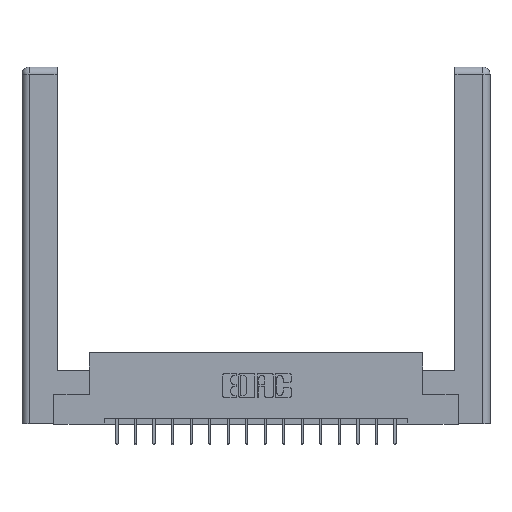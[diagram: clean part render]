
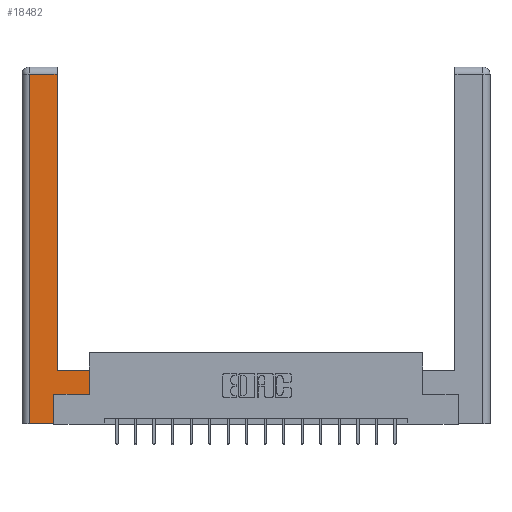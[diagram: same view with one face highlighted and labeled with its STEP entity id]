
A CAD part, top view. The second image highlights one B-rep face of the part: STEP entity #18482.
In plain terms, the highlighted planar face has unit normal (0, 0, 1).
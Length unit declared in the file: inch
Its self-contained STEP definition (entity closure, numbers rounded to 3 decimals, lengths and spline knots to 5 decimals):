
#184 = DIRECTION ( 'NONE',  ( -1., 0., 0. ) ) ;
#1427 = DIRECTION ( 'NONE',  ( -1., 0., 0. ) ) ;
#1764 = CARTESIAN_POINT ( 'NONE',  ( 0.265, 0., 0. ) ) ;
#1857 = ORIENTED_EDGE ( 'NONE', *, *, #18425, .T. ) ;
#2296 = VECTOR ( 'NONE', #7905, 39.37008 ) ;
#2365 = LINE ( 'NONE', #10005, #3479 ) ;
#2639 = CARTESIAN_POINT ( 'NONE',  ( 0.565, 0.45, 0. ) ) ;
#2742 = LINE ( 'NONE', #18082, #17925 ) ;
#3479 = VECTOR ( 'NONE', #1427, 39.37008 ) ;
#3776 = EDGE_CURVE ( 'NONE', #14470, #5287, #8505, .T. ) ;
#3860 = CARTESIAN_POINT ( 'NONE',  ( 0.565, 0.45, 0. ) ) ;
#4178 = CARTESIAN_POINT ( 'NONE',  ( 0.295, 2.94, 0. ) ) ;
#4180 = ORIENTED_EDGE ( 'NONE', *, *, #10482, .T. ) ;
#4344 = EDGE_CURVE ( 'NONE', #5287, #16825, #8717, .T. ) ;
#4442 = PLANE ( 'NONE',  #9747 ) ;
#4626 = CARTESIAN_POINT ( 'NONE',  ( 0.295, 0.45, 0. ) ) ;
#4980 = VECTOR ( 'NONE', #8756, 39.37008 ) ;
#5024 = CARTESIAN_POINT ( 'NONE',  ( 0.565, 0.245, 0. ) ) ;
#5089 = LINE ( 'NONE', #10044, #13304 ) ;
#5287 = VERTEX_POINT ( 'NONE', #17808 ) ;
#5645 = VERTEX_POINT ( 'NONE', #4626 ) ;
#5808 = DIRECTION ( 'NONE',  ( -1., 0., 0. ) ) ;
#5809 = CARTESIAN_POINT ( 'NONE',  ( 0.0615, 0., 0. ) ) ;
#6151 = VERTEX_POINT ( 'NONE', #1764 ) ;
#7526 = VECTOR ( 'NONE', #9791, 39.37008 ) ;
#7742 = DIRECTION ( 'NONE',  ( 0., 1., 0. ) ) ;
#7766 = VERTEX_POINT ( 'NONE', #9831 ) ;
#7905 = DIRECTION ( 'NONE',  ( 1., 0., 0. ) ) ;
#8039 = VECTOR ( 'NONE', #5808, 39.37008 ) ;
#8331 = CARTESIAN_POINT ( 'NONE',  ( 0.295, 0.45, 0. ) ) ;
#8505 = LINE ( 'NONE', #5024, #2296 ) ;
#8717 = LINE ( 'NONE', #2639, #4980 ) ;
#8756 = DIRECTION ( 'NONE',  ( 0., 1., 0. ) ) ;
#8761 = EDGE_CURVE ( 'NONE', #13653, #6151, #5089, .T. ) ;
#9460 = ORIENTED_EDGE ( 'NONE', *, *, #8761, .T. ) ;
#9747 = AXIS2_PLACEMENT_3D ( 'NONE', #14477, #17281, #184 ) ;
#9791 = DIRECTION ( 'NONE',  ( 0., 1., 0. ) ) ;
#9831 = CARTESIAN_POINT ( 'NONE',  ( 0.0615, 2.94, 0. ) ) ;
#9833 = ORIENTED_EDGE ( 'NONE', *, *, #15473, .T. ) ;
#10005 = CARTESIAN_POINT ( 'NONE',  ( 0.0615, 2.94, 0. ) ) ;
#10044 = CARTESIAN_POINT ( 'NONE',  ( 0.265, 0., 0. ) ) ;
#10361 = DIRECTION ( 'NONE',  ( 1., 0., 0. ) ) ;
#10482 = EDGE_CURVE ( 'NONE', #7766, #13653, #2742, .T. ) ;
#10483 = CARTESIAN_POINT ( 'NONE',  ( 0.265, 0.245, 0. ) ) ;
#10764 = ORIENTED_EDGE ( 'NONE', *, *, #11764, .T. ) ;
#10798 = VERTEX_POINT ( 'NONE', #4178 ) ;
#11087 = LINE ( 'NONE', #15464, #7526 ) ;
#11504 = ORIENTED_EDGE ( 'NONE', *, *, #4344, .T. ) ;
#11764 = EDGE_CURVE ( 'NONE', #6151, #14470, #17891, .T. ) ;
#11855 = EDGE_LOOP ( 'NONE', ( #16628, #9833, #4180, #9460, #10764, #13791, #11504, #1857 ) ) ;
#13304 = VECTOR ( 'NONE', #10361, 39.37008 ) ;
#13653 = VERTEX_POINT ( 'NONE', #5809 ) ;
#13791 = ORIENTED_EDGE ( 'NONE', *, *, #3776, .T. ) ;
#13906 = DIRECTION ( 'NONE',  ( 0., -1., 0. ) ) ;
#14275 = EDGE_CURVE ( 'NONE', #5645, #10798, #11087, .T. ) ;
#14470 = VERTEX_POINT ( 'NONE', #10483 ) ;
#14477 = CARTESIAN_POINT ( 'NONE',  ( 0., 0., 0. ) ) ;
#15464 = CARTESIAN_POINT ( 'NONE',  ( 0.295, 3., 0. ) ) ;
#15473 = EDGE_CURVE ( 'NONE', #10798, #7766, #2365, .T. ) ;
#15667 = FACE_OUTER_BOUND ( 'NONE', #11855, .T. ) ;
#16317 = CARTESIAN_POINT ( 'NONE',  ( 0.265, 0.245, 0. ) ) ;
#16628 = ORIENTED_EDGE ( 'NONE', *, *, #14275, .T. ) ;
#16825 = VERTEX_POINT ( 'NONE', #3860 ) ;
#16999 = VECTOR ( 'NONE', #7742, 39.37008 ) ;
#17215 = LINE ( 'NONE', #8331, #8039 ) ;
#17281 = DIRECTION ( 'NONE',  ( 0., 0., -1. ) ) ;
#17808 = CARTESIAN_POINT ( 'NONE',  ( 0.565, 0.245, 0. ) ) ;
#17891 = LINE ( 'NONE', #16317, #16999 ) ;
#17925 = VECTOR ( 'NONE', #13906, 39.37008 ) ;
#18082 = CARTESIAN_POINT ( 'NONE',  ( 0.0615, 0., 0. ) ) ;
#18425 = EDGE_CURVE ( 'NONE', #16825, #5645, #17215, .T. ) ;
#18482 = ADVANCED_FACE ( 'NONE', ( #15667 ), #4442, .F. ) ;
